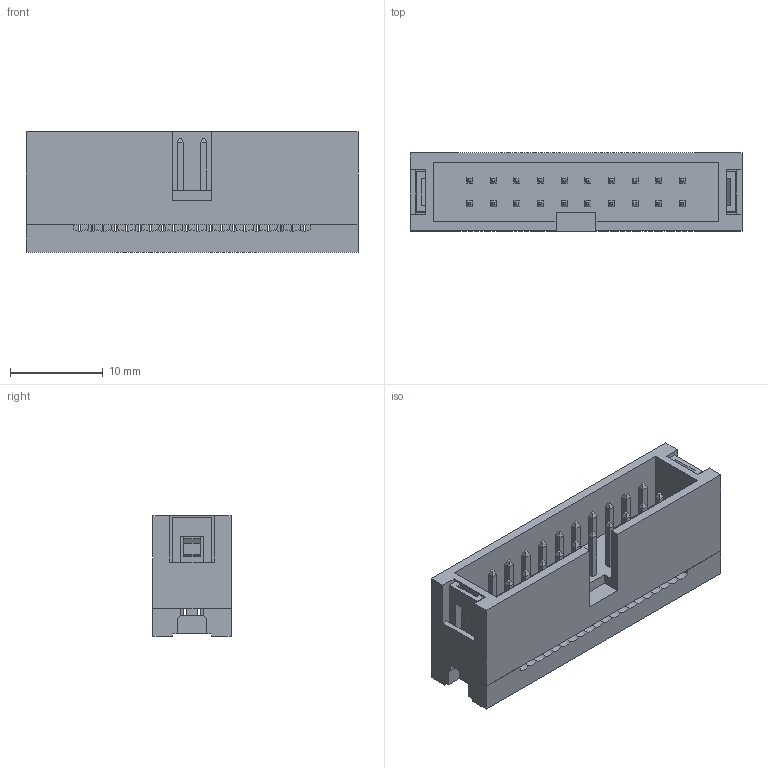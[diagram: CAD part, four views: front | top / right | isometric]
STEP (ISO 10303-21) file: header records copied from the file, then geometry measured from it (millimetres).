
FILE_DESCRIPTION( ( 'Unknown' ), '1' );
FILE_NAME( '61202025821.stp', 'Unknown', ( 'Unknown' ), ( 'Unknown' ), 'PSStep 14.0', 'Unknown', ' ' );
FILE_SCHEMA( ( 'AUTOMOTIVE_DESIGN { 1 0 10303 214 1 1 1 1 }' ) );
Length unit declared in the file: millimetre
Products named in the file (4): Assem1; 6120xx25821_PIN; 61202025821_PAD; 61202025821
Assembly tree (22 placements, depth 2):
  Assem1
    6120xx25821_PIN  x20
    61202025821_PAD
    61202025821
Bounding box: 35.7 x 8.4 x 13 mm (x, y, z)
Volume: 2336.2 mm3; surface area: 4292.9 mm2
Topology: 22 solids, 22 shells, 900 faces, 2360 edges, 1504 vertices
Faces by surface type: plane 800, cylinder 100
Entity records: 17535 total; most frequent: CARTESIAN_POINT 2507, ORIENTED_EDGE 2478, DIRECTION 2223, EDGE_CURVE 1239, LINE 1151, VECTOR 1151, VERTEX_POINT 820, AXIS2_PLACEMENT_3D 536
